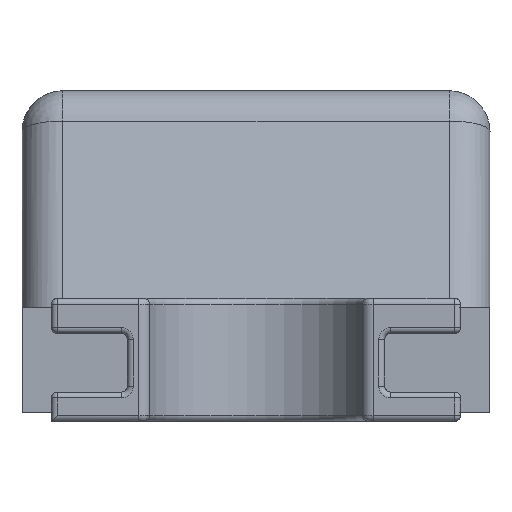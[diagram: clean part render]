
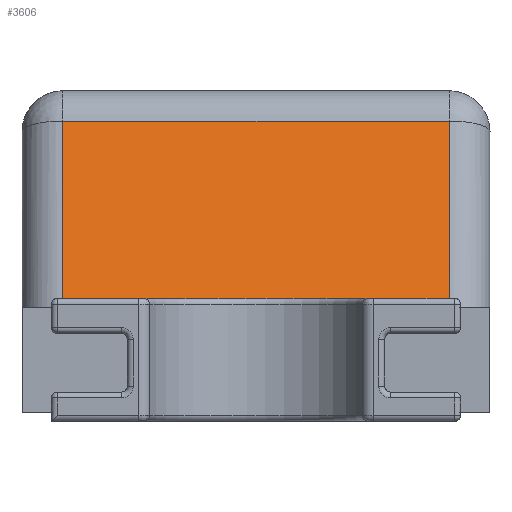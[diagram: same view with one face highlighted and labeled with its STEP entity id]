
A CAD part, left-side view. The second image highlights one B-rep face of the part: STEP entity #3606.
In plain terms, the highlighted planar face has unit normal (-0.966, 0, 0.259).
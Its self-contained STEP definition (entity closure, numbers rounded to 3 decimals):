
#500=FACE_OUTER_BOUND('',#739,.T.);
#739=EDGE_LOOP('',(#2486,#2487,#2488,#2489));
#999=LINE('',#5774,#1284);
#1003=LINE('',#5785,#1288);
#1004=LINE('',#5787,#1289);
#1005=LINE('',#5788,#1290);
#1284=VECTOR('',#4466,1000.);
#1288=VECTOR('',#4478,1000.);
#1289=VECTOR('',#4479,1000.);
#1290=VECTOR('',#4480,1000.);
#1566=VERTEX_POINT('',#5771);
#1567=VERTEX_POINT('',#5773);
#1570=VERTEX_POINT('',#5784);
#1571=VERTEX_POINT('',#5786);
#1901=EDGE_CURVE('',#1567,#1566,#999,.T.);
#1907=EDGE_CURVE('',#1566,#1570,#1003,.T.);
#1908=EDGE_CURVE('',#1570,#1571,#1004,.T.);
#1909=EDGE_CURVE('',#1571,#1567,#1005,.T.);
#2486=ORIENTED_EDGE('',*,*,#1907,.T.);
#2487=ORIENTED_EDGE('',*,*,#1908,.T.);
#2488=ORIENTED_EDGE('',*,*,#1909,.T.);
#2489=ORIENTED_EDGE('',*,*,#1901,.T.);
#3531=PLANE('',#3906);
#3606=ADVANCED_FACE('',(#500),#3531,.T.);
#3906=AXIS2_PLACEMENT_3D('',#5783,#4476,#4477);
#4466=DIRECTION('',(0.,-1.,0.));
#4476=DIRECTION('center_axis',(-0.966,0.,
0.259));
#4477=DIRECTION('ref_axis',(0.,1.,0.));
#4478=DIRECTION('',(0.259,0.,0.966));
#4479=DIRECTION('',(0.,1.,0.));
#4480=DIRECTION('',(-0.259,0.,-0.966));
#5771=CARTESIAN_POINT('',(-0.55,0.07,0.58));
#5773=CARTESIAN_POINT('',(-0.55,0.73,0.58));
#5774=CARTESIAN_POINT('',(-0.55,0.8,0.58));
#5783=CARTESIAN_POINT('Origin',(-0.451,0.4,0.95));
#5784=CARTESIAN_POINT('',(-0.465,0.07,0.898));
#5785=CARTESIAN_POINT('',(-0.451,0.07,0.95));
#5786=CARTESIAN_POINT('',(-0.465,0.73,0.898));
#5787=CARTESIAN_POINT('',(-0.465,0.4,0.898));
#5788=CARTESIAN_POINT('',(-0.55,0.73,0.58));
